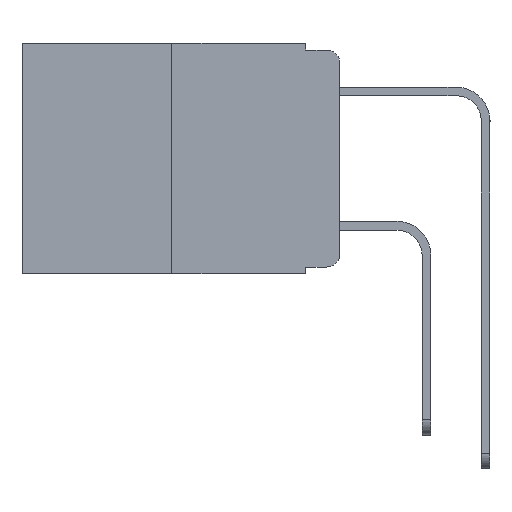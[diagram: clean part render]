
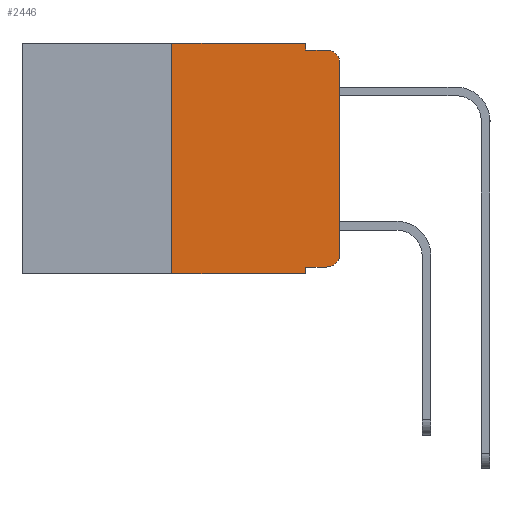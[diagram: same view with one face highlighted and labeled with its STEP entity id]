
A CAD part, left-side view. The second image highlights one B-rep face of the part: STEP entity #2446.
In plain terms, the highlighted planar face has unit normal (-1, 0, 0).
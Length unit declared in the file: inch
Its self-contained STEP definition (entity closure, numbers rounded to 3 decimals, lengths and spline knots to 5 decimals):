
#159 = CARTESIAN_POINT ( 'NONE',  ( 0., 0.25, 0. ) ) ;
#167 = EDGE_CURVE ( 'NONE', #4458, #1548, #18890, .T. ) ;
#606 = CARTESIAN_POINT ( 'NONE',  ( 0., 0.051, -0.333 ) ) ;
#755 = DIRECTION ( 'NONE',  ( 0., 0., -1. ) ) ;
#1387 = CARTESIAN_POINT ( 'NONE',  ( 0., 0., 0. ) ) ;
#1548 = VERTEX_POINT ( 'NONE', #2938 ) ;
#1666 = EDGE_CURVE ( 'NONE', #4458, #2179, #14957, .T. ) ;
#2179 = VERTEX_POINT ( 'NONE', #8655 ) ;
#2293 = LINE ( 'NONE', #7152, #17897 ) ;
#2446 = ADVANCED_FACE ( 'NONE', ( #8886 ), #17808, .F. ) ;
#2728 = VERTEX_POINT ( 'NONE', #14535 ) ;
#2768 = LINE ( 'NONE', #4126, #5473 ) ;
#2938 = CARTESIAN_POINT ( 'NONE',  ( 0., 0.051, -0.343 ) ) ;
#2956 = DIRECTION ( 'NONE',  ( 0., 0., 1. ) ) ;
#3020 = ORIENTED_EDGE ( 'NONE', *, *, #10688, .F. ) ;
#3349 = VECTOR ( 'NONE', #755, 39.37008 ) ;
#3699 = VECTOR ( 'NONE', #2956, 39.37008 ) ;
#3701 = CIRCLE ( 'NONE', #14056, 0.02 ) ;
#3940 = VERTEX_POINT ( 'NONE', #18401 ) ;
#4126 = CARTESIAN_POINT ( 'NONE',  ( 0., 0.473, 0. ) ) ;
#4191 = VECTOR ( 'NONE', #13620, 39.37008 ) ;
#4205 = LINE ( 'NONE', #1387, #3699 ) ;
#4389 = VERTEX_POINT ( 'NONE', #10928 ) ;
#4458 = VERTEX_POINT ( 'NONE', #606 ) ;
#5112 = CARTESIAN_POINT ( 'NONE',  ( 0., 0.02, -0.03 ) ) ;
#5473 = VECTOR ( 'NONE', #5697, 39.37008 ) ;
#5480 = EDGE_CURVE ( 'NONE', #3940, #4389, #15974, .T. ) ;
#5697 = DIRECTION ( 'NONE',  ( 0., -1., 0. ) ) ;
#5821 = ORIENTED_EDGE ( 'NONE', *, *, #1666, .T. ) ;
#6559 = VERTEX_POINT ( 'NONE', #6914 ) ;
#6687 = DIRECTION ( 'NONE',  ( 0., 0., -1. ) ) ;
#6844 = CARTESIAN_POINT ( 'NONE',  ( 0., 0.051, 0. ) ) ;
#6857 = CARTESIAN_POINT ( 'NONE',  ( 0., 0., -0.03 ) ) ;
#6914 = CARTESIAN_POINT ( 'NONE',  ( 0., 0.051, 0. ) ) ;
#7152 = CARTESIAN_POINT ( 'NONE',  ( 0., 0.051, 0. ) ) ;
#7257 = ORIENTED_EDGE ( 'NONE', *, *, #12635, .T. ) ;
#8168 = CARTESIAN_POINT ( 'NONE',  ( 0., 0.02, -0.313 ) ) ;
#8509 = DIRECTION ( 'NONE',  ( 0., -1., 0. ) ) ;
#8655 = CARTESIAN_POINT ( 'NONE',  ( 0., 0.02, -0.333 ) ) ;
#8735 = CARTESIAN_POINT ( 'NONE',  ( 0., 0.051, -0.01 ) ) ;
#8754 = DIRECTION ( 'NONE',  ( 0., -1., 0. ) ) ;
#8886 = FACE_OUTER_BOUND ( 'NONE', #17073, .T. ) ;
#8889 = AXIS2_PLACEMENT_3D ( 'NONE', #8168, #18515, #9700 ) ;
#9001 = EDGE_CURVE ( 'NONE', #2179, #2728, #9822, .T. ) ;
#9614 = CARTESIAN_POINT ( 'NONE',  ( 0., 0.051, -0.333 ) ) ;
#9700 = DIRECTION ( 'NONE',  ( 0., 0., -1. ) ) ;
#9822 = CIRCLE ( 'NONE', #8889, 0.02 ) ;
#9840 = ORIENTED_EDGE ( 'NONE', *, *, #9001, .T. ) ;
#10102 = VECTOR ( 'NONE', #8509, 39.37008 ) ;
#10648 = EDGE_CURVE ( 'NONE', #6559, #3940, #2293, .T. ) ;
#10688 = EDGE_CURVE ( 'NONE', #19358, #6559, #2768, .T. ) ;
#10928 = CARTESIAN_POINT ( 'NONE',  ( 0., 0.02, -0.01 ) ) ;
#11060 = VERTEX_POINT ( 'NONE', #14045 ) ;
#11707 = DIRECTION ( 'NONE',  ( 0., 0., -1. ) ) ;
#12120 = CARTESIAN_POINT ( 'NONE',  ( 0., 0.25, 0. ) ) ;
#12635 = EDGE_CURVE ( 'NONE', #19499, #4389, #3701, .T. ) ;
#13010 = EDGE_CURVE ( 'NONE', #11060, #19358, #16246, .T. ) ;
#13620 = DIRECTION ( 'NONE',  ( 0., 0., 1. ) ) ;
#13805 = ORIENTED_EDGE ( 'NONE', *, *, #16547, .T. ) ;
#14045 = CARTESIAN_POINT ( 'NONE',  ( 0., 0.25, -0.343 ) ) ;
#14056 = AXIS2_PLACEMENT_3D ( 'NONE', #5112, #15683, #6687 ) ;
#14291 = CARTESIAN_POINT ( 'NONE',  ( 0., 0.473, -0.343 ) ) ;
#14458 = ORIENTED_EDGE ( 'NONE', *, *, #5480, .F. ) ;
#14535 = CARTESIAN_POINT ( 'NONE',  ( 0., 0., -0.313 ) ) ;
#14957 = LINE ( 'NONE', #9614, #10102 ) ;
#15285 = ORIENTED_EDGE ( 'NONE', *, *, #15598, .T. ) ;
#15598 = EDGE_CURVE ( 'NONE', #11060, #1548, #19538, .T. ) ;
#15622 = ORIENTED_EDGE ( 'NONE', *, *, #167, .F. ) ;
#15683 = DIRECTION ( 'NONE',  ( -1., 0., 0. ) ) ;
#15974 = LINE ( 'NONE', #8735, #16873 ) ;
#16246 = LINE ( 'NONE', #12120, #4191 ) ;
#16547 = EDGE_CURVE ( 'NONE', #2728, #19499, #4205, .T. ) ;
#16873 = VECTOR ( 'NONE', #8754, 39.37008 ) ;
#16948 = ORIENTED_EDGE ( 'NONE', *, *, #10648, .F. ) ;
#17073 = EDGE_LOOP ( 'NONE', ( #13805, #7257, #14458, #16948, #3020, #17191, #15285, #15622, #5821, #9840 ) ) ;
#17191 = ORIENTED_EDGE ( 'NONE', *, *, #13010, .F. ) ;
#17273 = DIRECTION ( 'NONE',  ( 0., -1., 0. ) ) ;
#17739 = DIRECTION ( 'NONE',  ( 0., 0., -1. ) ) ;
#17764 = DIRECTION ( 'NONE',  ( 1., 0., 0. ) ) ;
#17808 = PLANE ( 'NONE',  #18688 ) ;
#17897 = VECTOR ( 'NONE', #11707, 39.37008 ) ;
#17949 = CARTESIAN_POINT ( 'NONE',  ( 0., 0.473, 0. ) ) ;
#18401 = CARTESIAN_POINT ( 'NONE',  ( 0., 0.051, -0.01 ) ) ;
#18515 = DIRECTION ( 'NONE',  ( -1., 0., 0. ) ) ;
#18688 = AXIS2_PLACEMENT_3D ( 'NONE', #17949, #17764, #17739 ) ;
#18890 = LINE ( 'NONE', #6844, #3349 ) ;
#19087 = VECTOR ( 'NONE', #17273, 39.37008 ) ;
#19358 = VERTEX_POINT ( 'NONE', #159 ) ;
#19499 = VERTEX_POINT ( 'NONE', #6857 ) ;
#19538 = LINE ( 'NONE', #14291, #19087 ) ;
